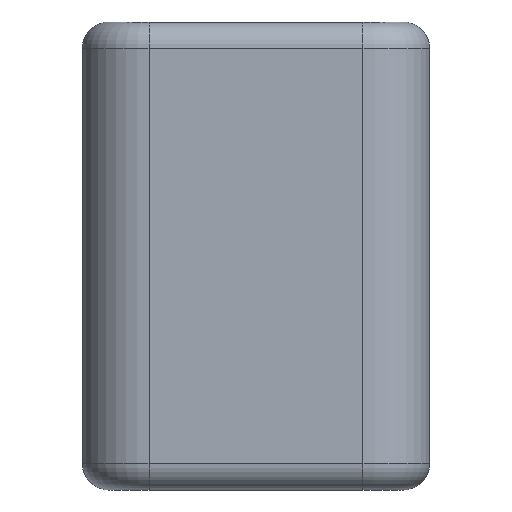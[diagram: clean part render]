
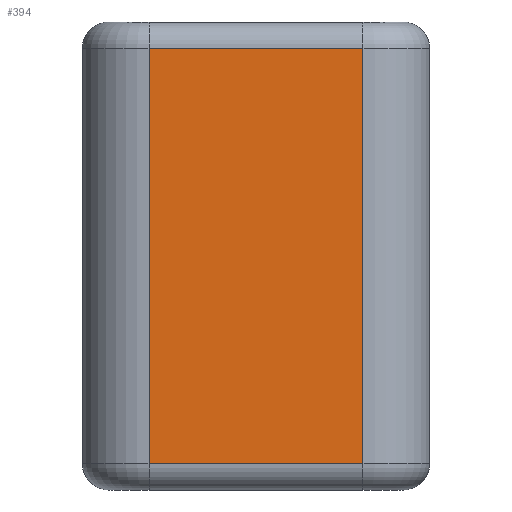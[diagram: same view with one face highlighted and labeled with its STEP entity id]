
A CAD part, left-side view. The second image highlights one B-rep face of the part: STEP entity #394.
In plain terms, the highlighted planar face has unit normal (-1, 0, 0).
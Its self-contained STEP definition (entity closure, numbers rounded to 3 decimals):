
#18=PLANE('',#466);
#50=FACE_OUTER_BOUND('',#76,.T.);
#76=EDGE_LOOP('',(#337,#338,#339,#340));
#86=LINE('',#646,#110);
#90=LINE('',#667,#114);
#96=LINE('',#685,#120);
#102=LINE('',#721,#126);
#110=VECTOR('',#508,10.);
#114=VECTOR('',#534,10.);
#120=VECTOR('',#554,10.);
#126=VECTOR('',#602,10.);
#169=VERTEX_POINT('',#636);
#171=VERTEX_POINT('',#642);
#178=VERTEX_POINT('',#665);
#183=VERTEX_POINT('',#683);
#208=EDGE_CURVE('',#169,#171,#86,.T.);
#219=EDGE_CURVE('',#178,#169,#90,.T.);
#227=EDGE_CURVE('',#183,#178,#96,.T.);
#246=EDGE_CURVE('',#171,#183,#102,.T.);
#337=ORIENTED_EDGE('',*,*,#208,.F.);
#338=ORIENTED_EDGE('',*,*,#219,.F.);
#339=ORIENTED_EDGE('',*,*,#227,.F.);
#340=ORIENTED_EDGE('',*,*,#246,.F.);
#394=ADVANCED_FACE('',(#50),#18,.T.);
#466=AXIS2_PLACEMENT_3D('',#720,#600,#601);
#508=DIRECTION('',(0.,1.,0.));
#534=DIRECTION('',(0.,0.,-1.));
#554=DIRECTION('',(0.,-1.,0.));
#600=DIRECTION('center_axis',(-1.,0.,0.));
#601=DIRECTION('ref_axis',(0.,0.,-1.));
#602=DIRECTION('',(0.,0.,1.));
#636=CARTESIAN_POINT('',(-34.414,-21.,-16.444));
#642=CARTESIAN_POINT('',(-34.414,-5.,-16.444));
#646=CARTESIAN_POINT('',(-34.414,0.,-16.444));
#665=CARTESIAN_POINT('',(-34.414,-21.,14.556));
#667=CARTESIAN_POINT('',(-34.414,-21.,7.806));
#683=CARTESIAN_POINT('',(-34.414,-5.,14.556));
#685=CARTESIAN_POINT('',(-34.414,0.,14.556));
#720=CARTESIAN_POINT('Origin',(-34.414,0.,16.556));
#721=CARTESIAN_POINT('',(-34.414,-5.,7.806));
